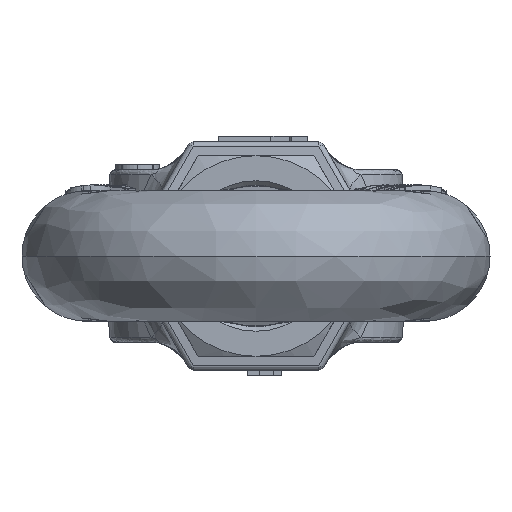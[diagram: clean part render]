
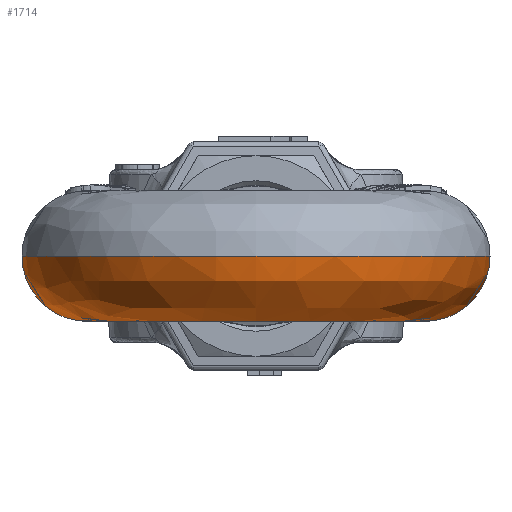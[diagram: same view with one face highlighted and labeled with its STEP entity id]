
A CAD part, left-side view. The second image highlights one B-rep face of the part: STEP entity #1714.
In plain terms, the highlighted free-form (B-spline) face has degree [3, 3] with [4, 4] control points.
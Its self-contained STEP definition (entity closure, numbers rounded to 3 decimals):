
#1714=ADVANCED_FACE('NONE',(#3582),#3583,.T.);
#3582=FACE_OUTER_BOUND('',#14842,.T.);
#3583=(B_SPLINE_SURFACE(3,3,((#14844,#14845,#14846,#14847),(#14848,#14849,#14850,#14851),(#14852,#14853,#14854,#14855),(#14856,#14857,#14858,#14859)),.UNSPECIFIED.,.F.,.F.,.F.)B_SPLINE_SURFACE_WITH_KNOTS((4,4),(4,4),(0.0,1.0),(0.0,1.0),.UNSPECIFIED.)RATIONAL_B_SPLINE_SURFACE(((1.0,0.341,0.341,1.0),(0.333,0.114,0.114,0.333),(0.333,0.114,0.114,0.333),(1.0,0.341,0.341,1.0)))BOUNDED_SURFACE()REPRESENTATION_ITEM('')GEOMETRIC_REPRESENTATION_ITEM()SURFACE());
#14842=EDGE_LOOP('',(#20506,#20507,#20508,#20509));
#14844=CARTESIAN_POINT('',(-234.017,309.549,432.441));
#14845=CARTESIAN_POINT('',(-316.236,308.663,432.441));
#14846=CARTESIAN_POINT('',(-316.236,226.44,432.441));
#14847=CARTESIAN_POINT('',(-234.017,225.554,432.441));
#14848=CARTESIAN_POINT('',(-234.017,309.549,408.941));
#14849=CARTESIAN_POINT('',(-316.236,308.663,408.941));
#14850=CARTESIAN_POINT('',(-316.236,226.44,408.941));
#14851=CARTESIAN_POINT('',(-234.017,225.554,408.941));
#14852=CARTESIAN_POINT('',(-233.764,286.05,408.941));
#14853=CARTESIAN_POINT('',(-269.979,285.66,408.941));
#14854=CARTESIAN_POINT('',(-269.979,249.443,408.941));
#14855=CARTESIAN_POINT('',(-233.764,249.053,408.941));
#14856=CARTESIAN_POINT('',(-233.764,286.05,432.441));
#14857=CARTESIAN_POINT('',(-269.979,285.66,432.441));
#14858=CARTESIAN_POINT('',(-269.979,249.443,432.441));
#14859=CARTESIAN_POINT('',(-233.764,249.053,432.441));
#20506=ORIENTED_EDGE('',*,*,#23768,.F.);
#20507=ORIENTED_EDGE('',*,*,#23769,.T.);
#20508=ORIENTED_EDGE('',*,*,#23770,.F.);
#20509=ORIENTED_EDGE('',*,*,#23771,.F.);
#23768=EDGE_CURVE('NONE',#26898,#26897,#26984,.T.);
#23769=EDGE_CURVE('NONE',#26898,#26769,#26985,.T.);
#23770=EDGE_CURVE('NONE',#26771,#26769,#26986,.T.);
#23771=EDGE_CURVE('NONE',#26897,#26771,#26987,.T.);
#26769=VERTEX_POINT('NONE',#37238);
#26771=VERTEX_POINT('NONE',#37240);
#26897=VERTEX_POINT('NONE',#37747);
#26898=VERTEX_POINT('NONE',#37748);
#26984=CIRCLE('',#38043,11.75);
#26985=CIRCLE('',#38044,18.5);
#26986=CIRCLE('',#38045,11.75);
#26987=CIRCLE('',#38046,42.0);
#37238=CARTESIAN_POINT('',(-233.764,249.053,432.441));
#37240=CARTESIAN_POINT('',(-234.017,225.554,432.441));
#37747=CARTESIAN_POINT('',(-234.017,309.549,432.441));
#37748=CARTESIAN_POINT('',(-233.764,286.05,432.441));
#38043=AXIS2_PLACEMENT_3D('',#41096,#41097,#41098);
#38044=AXIS2_PLACEMENT_3D('',#41099,#41100,#41101);
#38045=AXIS2_PLACEMENT_3D('',#41102,#41103,#41104);
#38046=AXIS2_PLACEMENT_3D('',#41105,#41106,#41107);
#41096=CARTESIAN_POINT('',(-233.891,297.8,432.441));
#41097=DIRECTION('',(1.,0.011,0.0));
#41098=DIRECTION('',(-0.011,1.,0.0));
#41099=CARTESIAN_POINT('',(-233.565,267.551,432.441));
#41100=DIRECTION('',(0.0,0.0,1.0));
#41101=DIRECTION('',(1.0,0.0,0.0));
#41102=CARTESIAN_POINT('',(-233.891,237.303,432.441));
#41103=DIRECTION('',(1.,-0.011,0.0));
#41104=DIRECTION('',(-0.011,-1.,0.0));
#41105=CARTESIAN_POINT('',(-233.565,267.551,432.441));
#41106=DIRECTION('',(0.0,0.0,1.0));
#41107=DIRECTION('',(1.0,0.0,0.0));
